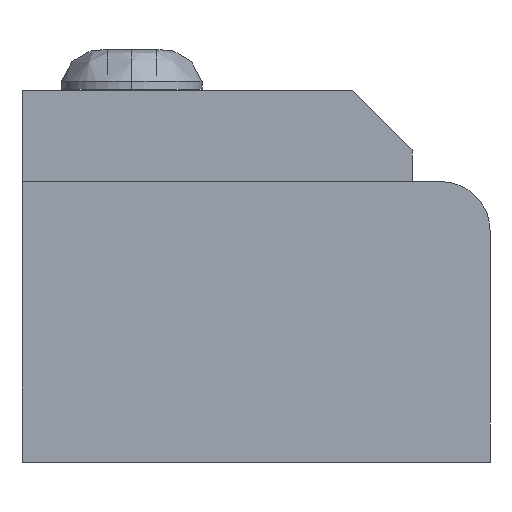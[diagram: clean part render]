
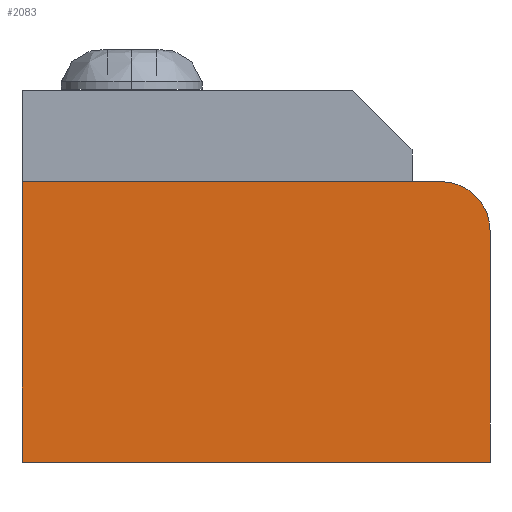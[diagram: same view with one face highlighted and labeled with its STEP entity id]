
A CAD part, left-side view. The second image highlights one B-rep face of the part: STEP entity #2083.
In plain terms, the highlighted planar face has unit normal (-1, 0, 0).
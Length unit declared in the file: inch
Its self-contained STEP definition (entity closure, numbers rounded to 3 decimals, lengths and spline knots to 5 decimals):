
#1793=CARTESIAN_POINT('',(-26.86003,3.35772,-0.28448));
#1794=VERTEX_POINT('',#1793);
#1795=CARTESIAN_POINT('',(-26.86003,3.35772,0.43452));
#1796=VERTEX_POINT('',#1795);
#1797=CARTESIAN_POINT('',(-26.86003,3.35772,-0.28448));
#1798=DIRECTION('',(0.0,0.0,1.0));
#1799=VECTOR('',#1798,0.719);
#1800=LINE('',#1797,#1799);
#1801=EDGE_CURVE('',#1794,#1796,#1800,.T.);
#1839=CARTESIAN_POINT('',(-26.86003,2.28272,0.43452));
#1840=VERTEX_POINT('',#1839);
#1841=CARTESIAN_POINT('',(-26.86003,3.35772,0.43452));
#1842=DIRECTION('',(0.0,-1.0,0.0));
#1843=VECTOR('',#1842,1.075);
#1844=LINE('',#1841,#1843);
#1845=EDGE_CURVE('',#1796,#1840,#1844,.T.);
#1930=CARTESIAN_POINT('',(-26.86003,2.15772,0.30952));
#1931=VERTEX_POINT('',#1930);
#1932=CARTESIAN_POINT('',(-26.86003,2.28272,0.30952));
#1933=DIRECTION('',(1.0,0.0,0.0));
#1934=DIRECTION('',(0.0,-0.707,0.707));
#1935=AXIS2_PLACEMENT_3D('',#1932,#1933,#1934);
#1936=CIRCLE('',#1935,0.125);
#1937=EDGE_CURVE('',#1840,#1931,#1936,.T.);
#1963=CARTESIAN_POINT('',(-26.86003,2.15772,-0.28448));
#1964=VERTEX_POINT('',#1963);
#1965=CARTESIAN_POINT('',(-26.86003,2.15772,0.30952));
#1966=DIRECTION('',(0.0,0.0,-1.0));
#1967=VECTOR('',#1966,0.594);
#1968=LINE('',#1965,#1967);
#1969=EDGE_CURVE('',#1931,#1964,#1968,.T.);
#1994=CARTESIAN_POINT('',(-26.86003,2.15772,-0.28448));
#1995=DIRECTION('',(0.0,1.0,0.0));
#1996=VECTOR('',#1995,1.2);
#1997=LINE('',#1994,#1996);
#1998=EDGE_CURVE('',#1964,#1794,#1997,.T.);
#2071=CARTESIAN_POINT('',(-26.86003,2.76661,0.06954));
#2072=DIRECTION('',(-1.0,0.0,0.0));
#2073=DIRECTION('',(0.0,0.0,1.0));
#2074=AXIS2_PLACEMENT_3D('',#2071,#2072,#2073);
#2075=PLANE('',#2074);
#2076=ORIENTED_EDGE('',*,*,#1801,.F.);
#2077=ORIENTED_EDGE('',*,*,#1998,.F.);
#2078=ORIENTED_EDGE('',*,*,#1969,.F.);
#2079=ORIENTED_EDGE('',*,*,#1937,.F.);
#2080=ORIENTED_EDGE('',*,*,#1845,.F.);
#2081=EDGE_LOOP('',(#2076,#2077,#2078,#2079,#2080));
#2082=FACE_OUTER_BOUND('',#2081,.T.);
#2083=ADVANCED_FACE('',(#2082),#2075,.T.);
